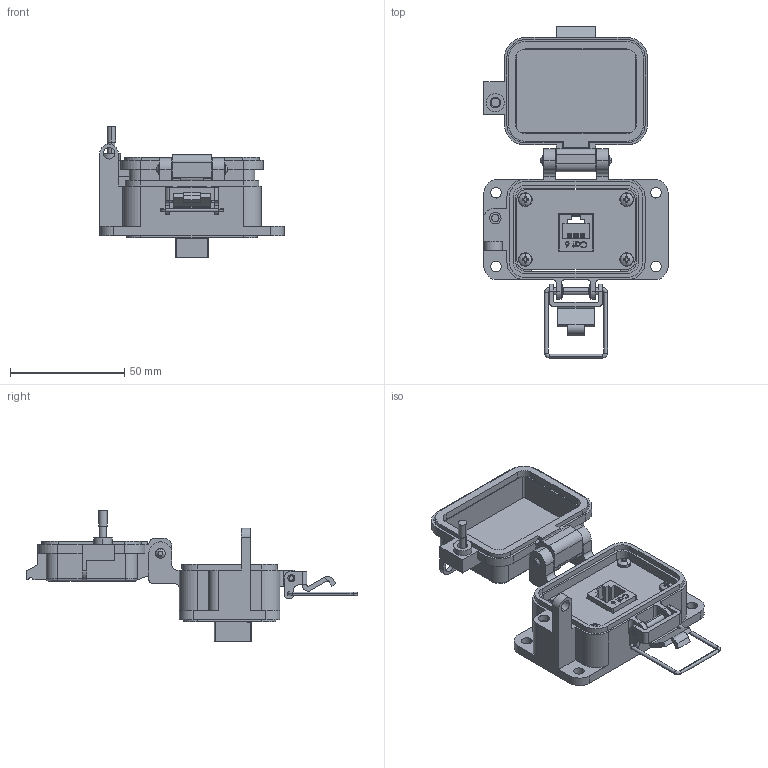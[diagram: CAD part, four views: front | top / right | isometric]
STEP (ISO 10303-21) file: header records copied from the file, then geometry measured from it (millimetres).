
FILE_DESCRIPTION (( 'STEP AP203' ), '1' );
FILE_NAME ('P-R62-B4RX_3D.STEP', '2021-03-15T17:37:40', ( '' ), ( '' ), 'SwSTEP 2.0', 'SolidWorks 2019', '' );
FILE_SCHEMA (( 'CONFIG_CONTROL_DESIGN' ));
Length unit declared in the file: millimetre
Products named in the file (10): P-R62-B4RX_BP180_1; Z-H-B4_B; 92005A124_METRIC PAN HEAD PHILLIPS MACHINE SCREW_92005A124; Z-000-4243316TFP; P-R62-B4RX_FP060_1; P-R62-B4RX_TP060_1; -B4; R62; P-R62-B4RX_3D; Z-300-RJ45CAT6
Assembly tree (14 placements, depth 3):
  P-R62-B4RX_3D
    P-R62-B4RX_BP180_1
    P-R62-B4RX_TP060_1
    Z-000-4243316TFP  x3
    P-R62-B4RX_FP060_1
    R62
      Z-300-RJ45CAT6
    -B4
      Z-H-B4_B
    92005A124_METRIC PAN HEAD PHILLIPS MACHINE SCREW_92005A124  x4
Bounding box: 80.57 x 145.03 x 57.51 mm (x, y, z)
Volume: 60111.3 mm3; surface area: 49083.2 mm2
Topology: 21 solids, 21 shells, 1777 faces, 5012 edges, 3322 vertices
Faces by surface type: cylinder 874, plane 616, bspline 189, cone 71, torus 19, sphere 8
Entity records: 43556 total; most frequent: CARTESIAN_POINT 15156, ORIENTED_EDGE 6200, DIRECTION 4987, EDGE_CURVE 3100, VERTEX_POINT 2055, LINE 1821, VECTOR 1821, AXIS2_PLACEMENT_3D 1583
